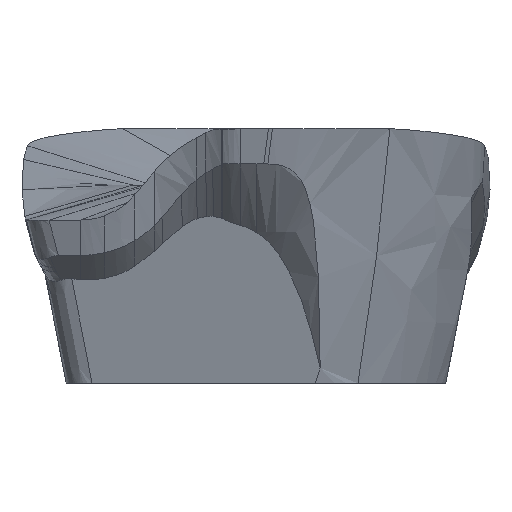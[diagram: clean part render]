
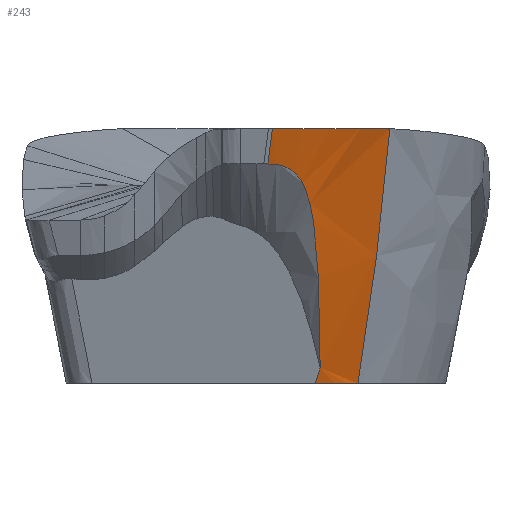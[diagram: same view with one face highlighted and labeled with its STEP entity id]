
A CAD part, left-side view. The second image highlights one B-rep face of the part: STEP entity #243.
In plain terms, the highlighted free-form (B-spline) face has degree [3, 3] with [5, 5] control points.
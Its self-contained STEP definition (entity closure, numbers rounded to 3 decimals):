
#133=B_SPLINE_SURFACE_WITH_KNOTS('',3,3,((#5406,#5407,#5408,#5409,#5410),
(#5411,#5412,#5413,#5414,#5415),(#5416,#5417,#5418,#5419,#5420),(#5421,
#5422,#5423,#5424,#5425),(#5426,#5427,#5428,#5429,#5430)),.UNSPECIFIED.,
 .F.,.F.,.F.,(4,1,4),(4,1,4),(0.,0.745,1.),(0.,0.505,
1.),.UNSPECIFIED.);
#243=ADVANCED_FACE('',(#415),#133,.T.);
#415=FACE_OUTER_BOUND('',#570,.T.);
#570=EDGE_LOOP('',(#1124,#1125,#1126,#1127,#1128,#1129));
#1124=ORIENTED_EDGE('',*,*,#2115,.T.);
#1125=ORIENTED_EDGE('',*,*,#2116,.F.);
#1126=ORIENTED_EDGE('',*,*,#2117,.T.);
#1127=ORIENTED_EDGE('',*,*,#2118,.F.);
#1128=ORIENTED_EDGE('',*,*,#2119,.T.);
#1129=ORIENTED_EDGE('',*,*,#1977,.T.);
#1723=VERTEX_POINT('',#3495);
#1724=VERTEX_POINT('',#3500);
#1818=VERTEX_POINT('',#5311);
#1819=VERTEX_POINT('',#5384);
#1820=VERTEX_POINT('',#5389);
#1821=VERTEX_POINT('',#5395);
#1977=EDGE_CURVE('',#1724,#1723,#2522,.T.);
#2115=EDGE_CURVE('',#1723,#1818,#2620,.T.);
#2116=EDGE_CURVE('',#1819,#1818,#2621,.T.);
#2117=EDGE_CURVE('',#1819,#1820,#2622,.T.);
#2118=EDGE_CURVE('',#1821,#1820,#2623,.T.);
#2119=EDGE_CURVE('',#1821,#1724,#2624,.T.);
#2522=B_SPLINE_CURVE_WITH_KNOTS('',3,(#3496,#3497,#3498,#3499),
 .UNSPECIFIED.,.F.,.F.,(4,4),(0.,1.),.UNSPECIFIED.);
#2620=B_SPLINE_CURVE_WITH_KNOTS('',3,(#5312,#5313,#5314,#5315,#5316,#5317,
#5318,#5319,#5320,#5321,#5322,#5323,#5324,#5325,#5326,#5327,#5328,#5329,
#5330,#5331,#5332,#5333),.UNSPECIFIED.,.F.,.F.,(4,3,3,3,3,3,3,4),(0.,0.053,
0.094,0.135,0.204,0.443,
0.678,1.),.UNSPECIFIED.);
#2621=B_SPLINE_CURVE_WITH_KNOTS('',3,(#5378,#5379,#5380,#5381,#5382,#5383),
 .UNSPECIFIED.,.F.,.F.,(4,1,1,4),(0.,0.333,0.667,1.),
 .UNSPECIFIED.);
#2622=B_SPLINE_CURVE_WITH_KNOTS('',3,(#5385,#5386,#5387,#5388),
 .UNSPECIFIED.,.F.,.F.,(4,4),(0.,1.),.UNSPECIFIED.);
#2623=B_SPLINE_CURVE_WITH_KNOTS('',3,(#5390,#5391,#5392,#5393,#5394),
 .UNSPECIFIED.,.F.,.F.,(4,1,4),(0.,0.75,1.),.UNSPECIFIED.);
#2624=B_SPLINE_CURVE_WITH_KNOTS('',3,(#5396,#5397,#5398,#5399,#5400,#5401,
#5402,#5403,#5404,#5405),.UNSPECIFIED.,.F.,.F.,(4,3,3,4),(0.,0.271,
0.542,1.),.UNSPECIFIED.);
#3495=CARTESIAN_POINT('',(-5.818,-0.168,-0.5));
#3496=CARTESIAN_POINT('',(-6.,-0.232,0.));
#3497=CARTESIAN_POINT('',(-5.939,-0.211,-0.167));
#3498=CARTESIAN_POINT('',(-5.879,-0.189,-0.333));
#3499=CARTESIAN_POINT('',(-5.818,-0.168,-0.5));
#3500=CARTESIAN_POINT('',(-6.,-0.232,0.));
#5311=CARTESIAN_POINT('',(-4.535,-0.906,-3.381));
#5312=CARTESIAN_POINT('',(-5.818,-0.168,-0.5));
#5313=CARTESIAN_POINT('',(-5.818,-0.23,-0.501));
#5314=CARTESIAN_POINT('',(-5.814,-0.292,-0.505));
#5315=CARTESIAN_POINT('',(-5.805,-0.352,-0.52));
#5316=CARTESIAN_POINT('',(-5.797,-0.398,-0.531));
#5317=CARTESIAN_POINT('',(-5.787,-0.443,-0.548));
#5318=CARTESIAN_POINT('',(-5.773,-0.483,-0.573));
#5319=CARTESIAN_POINT('',(-5.76,-0.522,-0.597));
#5320=CARTESIAN_POINT('',(-5.743,-0.557,-0.628));
#5321=CARTESIAN_POINT('',(-5.726,-0.586,-0.662));
#5322=CARTESIAN_POINT('',(-5.697,-0.634,-0.719));
#5323=CARTESIAN_POINT('',(-5.665,-0.669,-0.785));
#5324=CARTESIAN_POINT('',(-5.633,-0.696,-0.853));
#5325=CARTESIAN_POINT('',(-5.522,-0.792,-1.088));
#5326=CARTESIAN_POINT('',(-5.41,-0.821,-1.346));
#5327=CARTESIAN_POINT('',(-5.3,-0.846,-1.6));
#5328=CARTESIAN_POINT('',(-5.192,-0.87,-1.849));
#5329=CARTESIAN_POINT('',(-5.085,-0.883,-2.1));
#5330=CARTESIAN_POINT('',(-4.978,-0.891,-2.351));
#5331=CARTESIAN_POINT('',(-4.831,-0.903,-2.694));
#5332=CARTESIAN_POINT('',(-4.684,-0.906,-3.038));
#5333=CARTESIAN_POINT('',(-4.535,-0.906,-3.381));
#5378=CARTESIAN_POINT('',(-4.47,-0.834,-3.6));
#5379=CARTESIAN_POINT('',(-4.477,-0.842,-3.576));
#5380=CARTESIAN_POINT('',(-4.491,-0.858,-3.527));
#5381=CARTESIAN_POINT('',(-4.513,-0.882,-3.454));
#5382=CARTESIAN_POINT('',(-4.528,-0.898,-3.406));
#5383=CARTESIAN_POINT('',(-4.535,-0.906,-3.381));
#5384=CARTESIAN_POINT('',(-4.47,-0.834,-3.6));
#5385=CARTESIAN_POINT('',(-4.47,-0.834,-3.6));
#5386=CARTESIAN_POINT('',(-4.383,-1.048,-3.6));
#5387=CARTESIAN_POINT('',(-4.272,-1.251,-3.6));
#5388=CARTESIAN_POINT('',(-4.138,-1.439,-3.6));
#5389=CARTESIAN_POINT('',(-4.138,-1.439,-3.6));
#5390=CARTESIAN_POINT('',(-5.5,-1.891,0.));
#5391=CARTESIAN_POINT('',(-5.156,-1.814,-0.909));
#5392=CARTESIAN_POINT('',(-4.7,-1.675,-2.114));
#5393=CARTESIAN_POINT('',(-4.25,-1.489,-3.304));
#5394=CARTESIAN_POINT('',(-4.138,-1.439,-3.6));
#5395=CARTESIAN_POINT('',(-5.5,-1.891,0.));
#5396=CARTESIAN_POINT('',(-5.5,-1.891,0.));
#5397=CARTESIAN_POINT('',(-5.588,-1.758,0.));
#5398=CARTESIAN_POINT('',(-5.665,-1.619,0.));
#5399=CARTESIAN_POINT('',(-5.731,-1.474,0.));
#5400=CARTESIAN_POINT('',(-5.797,-1.329,0.));
#5401=CARTESIAN_POINT('',(-5.851,-1.179,0.));
#5402=CARTESIAN_POINT('',(-5.893,-1.026,0.));
#5403=CARTESIAN_POINT('',(-5.964,-0.769,0.));
#5404=CARTESIAN_POINT('',(-6.,-0.499,0.));
#5405=CARTESIAN_POINT('',(-6.,-0.232,0.));
#5406=CARTESIAN_POINT('',(-6.013,-0.202,0.036));
#5407=CARTESIAN_POINT('',(-6.017,-0.506,0.036));
#5408=CARTESIAN_POINT('',(-5.931,-1.11,0.036));
#5409=CARTESIAN_POINT('',(-5.67,-1.661,0.036));
#5410=CARTESIAN_POINT('',(-5.504,-1.908,0.036));
#5411=CARTESIAN_POINT('',(-5.681,-0.084,-0.876));
#5412=CARTESIAN_POINT('',(-5.682,-0.396,-0.878));
#5413=CARTESIAN_POINT('',(-5.592,-1.014,-0.881));
#5414=CARTESIAN_POINT('',(-5.325,-1.578,-0.884));
#5415=CARTESIAN_POINT('',(-5.155,-1.832,-0.885));
#5416=CARTESIAN_POINT('',(-5.235,0.076,-2.1));
#5417=CARTESIAN_POINT('',(-5.235,-0.24,-2.103));
#5418=CARTESIAN_POINT('',(-5.138,-0.866,-2.107));
#5419=CARTESIAN_POINT('',(-4.863,-1.435,-2.112));
#5420=CARTESIAN_POINT('',(-4.689,-1.691,-2.114));
#5421=CARTESIAN_POINT('',(-4.79,0.236,-3.324));
#5422=CARTESIAN_POINT('',(-4.788,-0.076,-3.325));
#5423=CARTESIAN_POINT('',(-4.688,-0.693,-3.326));
#5424=CARTESIAN_POINT('',(-4.408,-1.251,-3.327));
#5425=CARTESIAN_POINT('',(-4.231,-1.5,-3.327));
#5426=CARTESIAN_POINT('',(-4.677,0.276,-3.636));
#5427=CARTESIAN_POINT('',(-4.674,-0.034,-3.636));
#5428=CARTESIAN_POINT('',(-4.574,-0.647,-3.636));
#5429=CARTESIAN_POINT('',(-4.292,-1.201,-3.636));
#5430=CARTESIAN_POINT('',(-4.115,-1.448,-3.636));
